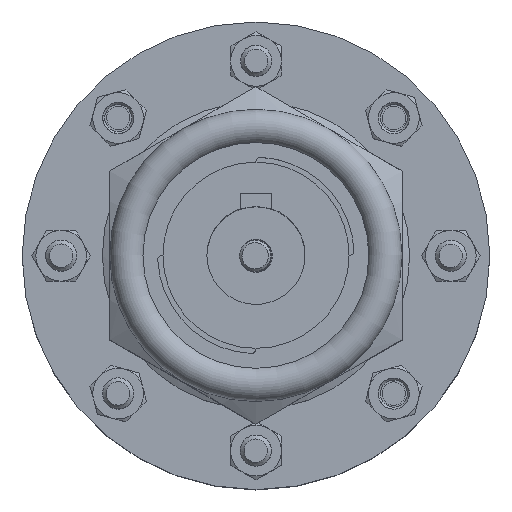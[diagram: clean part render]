
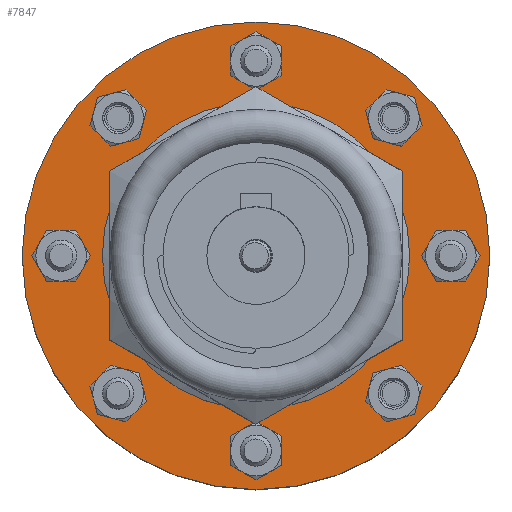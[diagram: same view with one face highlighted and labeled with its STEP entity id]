
A CAD part, top view. The second image highlights one B-rep face of the part: STEP entity #7847.
In plain terms, the highlighted planar face has unit normal (0, 0, 1).
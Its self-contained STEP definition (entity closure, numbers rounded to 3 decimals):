
#1174=FACE_BOUND('',#2607,.T.);
#1175=FACE_BOUND('',#2608,.T.);
#1176=FACE_BOUND('',#2609,.T.);
#1177=FACE_BOUND('',#2610,.T.);
#1178=FACE_BOUND('',#2611,.T.);
#1179=FACE_BOUND('',#2612,.T.);
#1180=FACE_BOUND('',#2613,.T.);
#1181=FACE_BOUND('',#2614,.T.);
#1182=FACE_BOUND('',#2615,.T.);
#1544=CIRCLE('',#8696,4.25);
#1546=CIRCLE('',#8699,4.25);
#1548=CIRCLE('',#8702,4.25);
#1550=CIRCLE('',#8705,4.25);
#1552=CIRCLE('',#8708,4.25);
#1554=CIRCLE('',#8711,4.25);
#1556=CIRCLE('',#8714,4.25);
#1558=CIRCLE('',#8717,4.25);
#1567=CIRCLE('',#8730,26.);
#1568=CIRCLE('',#8731,26.);
#1569=CIRCLE('',#8733,60.);
#1570=CIRCLE('',#8734,60.);
#2062=FACE_OUTER_BOUND('',#2606,.T.);
#2606=EDGE_LOOP('',(#6953,#6954));
#2607=EDGE_LOOP('',(#6955));
#2608=EDGE_LOOP('',(#6956));
#2609=EDGE_LOOP('',(#6957));
#2610=EDGE_LOOP('',(#6958));
#2611=EDGE_LOOP('',(#6959));
#2612=EDGE_LOOP('',(#6960));
#2613=EDGE_LOOP('',(#6961));
#2614=EDGE_LOOP('',(#6962));
#2615=EDGE_LOOP('',(#6963,#6964));
#3876=VERTEX_POINT('',#13556);
#3878=VERTEX_POINT('',#13562);
#3880=VERTEX_POINT('',#13568);
#3882=VERTEX_POINT('',#13574);
#3884=VERTEX_POINT('',#13580);
#3886=VERTEX_POINT('',#13586);
#3888=VERTEX_POINT('',#13592);
#3890=VERTEX_POINT('',#13598);
#3899=VERTEX_POINT('',#13622);
#3900=VERTEX_POINT('',#13624);
#3901=VERTEX_POINT('',#13628);
#3902=VERTEX_POINT('',#13629);
#4904=EDGE_CURVE('',#3876,#3876,#1544,.T.);
#4907=EDGE_CURVE('',#3878,#3878,#1546,.T.);
#4910=EDGE_CURVE('',#3880,#3880,#1548,.T.);
#4913=EDGE_CURVE('',#3882,#3882,#1550,.T.);
#4916=EDGE_CURVE('',#3884,#3884,#1552,.T.);
#4919=EDGE_CURVE('',#3886,#3886,#1554,.T.);
#4922=EDGE_CURVE('',#3888,#3888,#1556,.T.);
#4925=EDGE_CURVE('',#3890,#3890,#1558,.T.);
#4936=EDGE_CURVE('',#3900,#3899,#1567,.T.);
#4937=EDGE_CURVE('',#3899,#3900,#1568,.T.);
#4938=EDGE_CURVE('',#3901,#3902,#1569,.T.);
#4939=EDGE_CURVE('',#3902,#3901,#1570,.T.);
#6953=ORIENTED_EDGE('',*,*,#4938,.F.);
#6954=ORIENTED_EDGE('',*,*,#4939,.F.);
#6955=ORIENTED_EDGE('',*,*,#4904,.T.);
#6956=ORIENTED_EDGE('',*,*,#4907,.T.);
#6957=ORIENTED_EDGE('',*,*,#4910,.T.);
#6958=ORIENTED_EDGE('',*,*,#4913,.T.);
#6959=ORIENTED_EDGE('',*,*,#4916,.T.);
#6960=ORIENTED_EDGE('',*,*,#4919,.T.);
#6961=ORIENTED_EDGE('',*,*,#4922,.T.);
#6962=ORIENTED_EDGE('',*,*,#4925,.T.);
#6963=ORIENTED_EDGE('',*,*,#4936,.T.);
#6964=ORIENTED_EDGE('',*,*,#4937,.T.);
#7403=PLANE('',#8732);
#7847=ADVANCED_FACE('',(#2062,#1174,#1175,#1176,#1177,#1178,#1179,#1180,
#1181,#1182),#7403,.T.);
#8696=AXIS2_PLACEMENT_3D('',#13558,#10668,#10669);
#8699=AXIS2_PLACEMENT_3D('',#13564,#10675,#10676);
#8702=AXIS2_PLACEMENT_3D('',#13570,#10682,#10683);
#8705=AXIS2_PLACEMENT_3D('',#13576,#10689,#10690);
#8708=AXIS2_PLACEMENT_3D('',#13582,#10696,#10697);
#8711=AXIS2_PLACEMENT_3D('',#13588,#10703,#10704);
#8714=AXIS2_PLACEMENT_3D('',#13594,#10710,#10711);
#8717=AXIS2_PLACEMENT_3D('',#13600,#10717,#10718);
#8730=AXIS2_PLACEMENT_3D('',#13625,#10745,#10746);
#8731=AXIS2_PLACEMENT_3D('',#13626,#10747,#10748);
#8732=AXIS2_PLACEMENT_3D('',#13627,#10749,#10750);
#8733=AXIS2_PLACEMENT_3D('',#13630,#10751,#10752);
#8734=AXIS2_PLACEMENT_3D('',#13631,#10753,#10754);
#10668=DIRECTION('center_axis',(0.,0.,-1.));
#10669=DIRECTION('ref_axis',(0.707,-0.707,0.));
#10675=DIRECTION('center_axis',(0.,0.,-1.));
#10676=DIRECTION('ref_axis',(0.707,0.707,0.));
#10682=DIRECTION('center_axis',(0.,0.,-1.));
#10683=DIRECTION('ref_axis',(-0.707,0.707,0.));
#10689=DIRECTION('center_axis',(0.,0.,-1.));
#10690=DIRECTION('ref_axis',(-1.,0.,0.));
#10696=DIRECTION('center_axis',(0.,0.,-1.));
#10697=DIRECTION('ref_axis',(-0.707,-0.707,0.));
#10703=DIRECTION('center_axis',(0.,0.,-1.));
#10704=DIRECTION('ref_axis',(0.,1.,0.));
#10710=DIRECTION('center_axis',(0.,0.,-1.));
#10711=DIRECTION('ref_axis',(1.,0.,0.));
#10717=DIRECTION('center_axis',(0.,0.,-1.));
#10718=DIRECTION('ref_axis',(0.,-1.,0.));
#10745=DIRECTION('center_axis',(0.,0.,-1.));
#10746=DIRECTION('ref_axis',(1.,0.,0.));
#10747=DIRECTION('center_axis',(0.,0.,-1.));
#10748=DIRECTION('ref_axis',(1.,0.,0.));
#10749=DIRECTION('center_axis',(0.,0.,1.));
#10750=DIRECTION('ref_axis',(1.,0.,0.));
#10751=DIRECTION('center_axis',(0.,0.,-1.));
#10752=DIRECTION('ref_axis',(1.,0.,0.));
#10753=DIRECTION('center_axis',(0.,0.,-1.));
#10754=DIRECTION('ref_axis',(1.,0.,0.));
#13556=CARTESIAN_POINT('',(-38.361,-32.35,66.));
#13558=CARTESIAN_POINT('Origin',(-35.355,-35.355,66.));
#13562=CARTESIAN_POINT('',(32.35,-38.361,66.));
#13564=CARTESIAN_POINT('Origin',(35.355,-35.355,66.));
#13568=CARTESIAN_POINT('',(38.361,32.35,66.));
#13570=CARTESIAN_POINT('Origin',(35.355,35.355,66.));
#13574=CARTESIAN_POINT('',(4.25,50.,66.));
#13576=CARTESIAN_POINT('Origin',(0.,50.,66.));
#13580=CARTESIAN_POINT('',(-32.35,38.361,66.));
#13582=CARTESIAN_POINT('Origin',(-35.355,35.355,66.));
#13586=CARTESIAN_POINT('',(50.,-4.25,66.));
#13588=CARTESIAN_POINT('Origin',(50.,0.,
66.));
#13592=CARTESIAN_POINT('',(-4.25,-50.,66.));
#13594=CARTESIAN_POINT('Origin',(0.,-50.,
66.));
#13598=CARTESIAN_POINT('',(-50.,4.25,66.));
#13600=CARTESIAN_POINT('Origin',(-50.,0.,
66.));
#13622=CARTESIAN_POINT('',(0.,-26.,66.));
#13624=CARTESIAN_POINT('',(0.,26.,66.));
#13625=CARTESIAN_POINT('Origin',(0.,0.,66.));
#13626=CARTESIAN_POINT('Origin',(0.,0.,66.));
#13627=CARTESIAN_POINT('Origin',(0.,60.,66.));
#13628=CARTESIAN_POINT('',(0.,60.,66.));
#13629=CARTESIAN_POINT('',(0.,-60.,66.));
#13630=CARTESIAN_POINT('Origin',(0.,0.,66.));
#13631=CARTESIAN_POINT('Origin',(0.,0.,66.));
